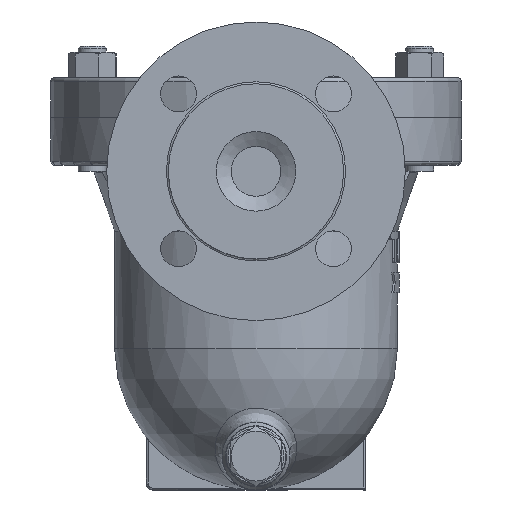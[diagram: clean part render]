
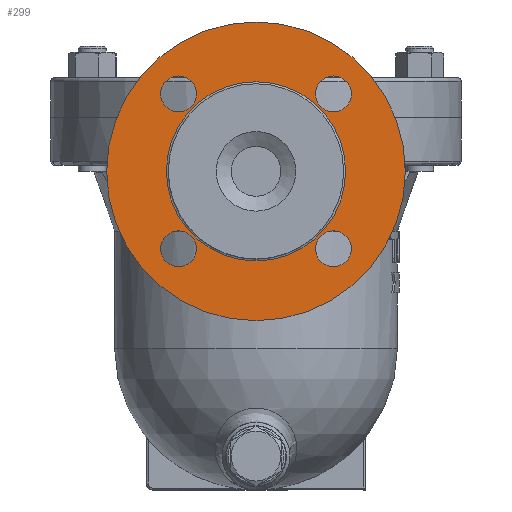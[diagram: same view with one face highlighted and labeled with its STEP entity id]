
A CAD part, left-side view. The second image highlights one B-rep face of the part: STEP entity #299.
In plain terms, the highlighted planar face has unit normal (-1, 0, 0).
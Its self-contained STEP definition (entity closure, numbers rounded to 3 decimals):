
#144=CARTESIAN_POINT('',(-179.,38.891,44.891));
#145=VERTEX_POINT('',#144);
#146=CARTESIAN_POINT('',(-179.,38.891,35.891));
#147=DIRECTION('',(1.0,0.0,0.0));
#148=DIRECTION('',(0.0,0.0,-1.0));
#149=AXIS2_PLACEMENT_3D('',#146,#147,#148);
#150=CIRCLE('',#149,9.0);
#151=EDGE_CURVE('',#145,#145,#150,.T.);
#172=CARTESIAN_POINT('',(-179.,-38.891,44.891));
#173=VERTEX_POINT('',#172);
#174=CARTESIAN_POINT('',(-179.,-38.891,35.891));
#175=DIRECTION('',(1.0,0.0,0.0));
#176=DIRECTION('',(0.0,0.0,-1.0));
#177=AXIS2_PLACEMENT_3D('',#174,#175,#176);
#178=CIRCLE('',#177,9.0);
#179=EDGE_CURVE('',#173,#173,#178,.T.);
#200=CARTESIAN_POINT('',(-179.,-38.891,-32.891));
#201=VERTEX_POINT('',#200);
#202=CARTESIAN_POINT('',(-179.,-38.891,-41.891));
#203=DIRECTION('',(1.0,0.0,0.0));
#204=DIRECTION('',(0.0,0.0,-1.0));
#205=AXIS2_PLACEMENT_3D('',#202,#203,#204);
#206=CIRCLE('',#205,9.0);
#207=EDGE_CURVE('',#201,#201,#206,.T.);
#228=CARTESIAN_POINT('',(-179.,38.891,-32.891));
#229=VERTEX_POINT('',#228);
#230=CARTESIAN_POINT('',(-179.,38.891,-41.891));
#231=DIRECTION('',(1.0,0.0,0.0));
#232=DIRECTION('',(0.0,0.0,-1.0));
#233=AXIS2_PLACEMENT_3D('',#230,#231,#232);
#234=CIRCLE('',#233,9.0);
#235=EDGE_CURVE('',#229,#229,#234,.T.);
#245=CARTESIAN_POINT('',(-179.,0.0,42.));
#246=VERTEX_POINT('',#245);
#247=CARTESIAN_POINT('',(-179.,0.0,-3.));
#248=DIRECTION('',(-1.0,0.0,0.0));
#249=DIRECTION('',(0.0,0.0,-1.0));
#250=AXIS2_PLACEMENT_3D('',#247,#248,#249);
#251=CIRCLE('',#250,45.0);
#252=EDGE_CURVE('',#246,#246,#251,.T.);
#268=CARTESIAN_POINT('',(-179.,0.0,56.5));
#269=DIRECTION('',(-1.0,0.0,0.0));
#270=DIRECTION('',(0.0,0.0,1.0));
#271=AXIS2_PLACEMENT_3D('',#268,#269,#270);
#272=PLANE('',#271);
#273=CARTESIAN_POINT('',(-179.,0.0,72.));
#274=VERTEX_POINT('',#273);
#275=CARTESIAN_POINT('',(-179.,0.0,-3.));
#276=DIRECTION('',(-1.0,0.0,0.0));
#277=DIRECTION('',(0.0,0.0,1.0));
#278=AXIS2_PLACEMENT_3D('',#275,#276,#277);
#279=CIRCLE('',#278,75.);
#280=EDGE_CURVE('',#274,#274,#279,.T.);
#281=ORIENTED_EDGE('',*,*,#280,.T.);
#282=EDGE_LOOP('',(#281));
#283=FACE_OUTER_BOUND('',#282,.T.);
#284=ORIENTED_EDGE('',*,*,#151,.T.);
#285=EDGE_LOOP('',(#284));
#286=FACE_BOUND('',#285,.T.);
#287=ORIENTED_EDGE('',*,*,#179,.T.);
#288=EDGE_LOOP('',(#287));
#289=FACE_BOUND('',#288,.T.);
#290=ORIENTED_EDGE('',*,*,#207,.T.);
#291=EDGE_LOOP('',(#290));
#292=FACE_BOUND('',#291,.T.);
#293=ORIENTED_EDGE('',*,*,#235,.T.);
#294=EDGE_LOOP('',(#293));
#295=FACE_BOUND('',#294,.T.);
#296=ORIENTED_EDGE('',*,*,#252,.F.);
#297=EDGE_LOOP('',(#296));
#298=FACE_BOUND('',#297,.T.);
#299=ADVANCED_FACE('',(#283,#286,#289,#292,#295,#298),#272,.T.);
